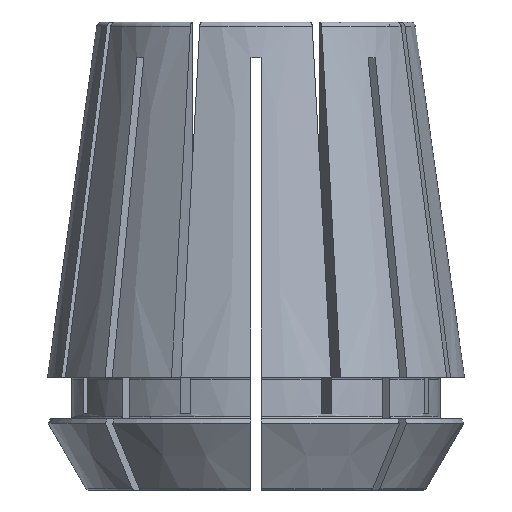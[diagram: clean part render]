
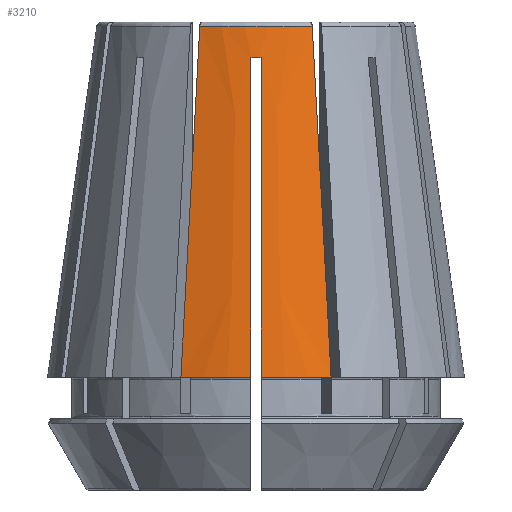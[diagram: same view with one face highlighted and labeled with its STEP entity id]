
A CAD part, front view. The second image highlights one B-rep face of the part: STEP entity #3210.
In plain terms, the highlighted conical face has half-angle 8 degrees and reference radius 20.5 mm.
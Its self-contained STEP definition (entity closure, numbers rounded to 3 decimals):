
#63=(
BOUNDED_CURVE()
B_SPLINE_CURVE(2,(#5537,#5538,#5539),.UNSPECIFIED.,.F.,.U.)
B_SPLINE_CURVE_WITH_KNOTS((3,3),(0.058,31.766),
 .UNSPECIFIED.)
CURVE()
GEOMETRIC_REPRESENTATION_ITEM()
RATIONAL_B_SPLINE_CURVE((1.,1.007,1.))
REPRESENTATION_ITEM('')
);
#86=(
BOUNDED_CURVE()
B_SPLINE_CURVE(2,(#7006,#7007,#7008),.UNSPECIFIED.,.F.,.U.)
B_SPLINE_CURVE_WITH_KNOTS((3,3),(0.058,34.866),
 .UNSPECIFIED.)
CURVE()
GEOMETRIC_REPRESENTATION_ITEM()
RATIONAL_B_SPLINE_CURVE((1.,1.009,1.))
REPRESENTATION_ITEM('')
);
#87=(
BOUNDED_CURVE()
B_SPLINE_CURVE(2,(#7009,#7010,#7011),.UNSPECIFIED.,.F.,.U.)
B_SPLINE_CURVE_WITH_KNOTS((3,3),(0.058,34.866),
 .UNSPECIFIED.)
CURVE()
GEOMETRIC_REPRESENTATION_ITEM()
RATIONAL_B_SPLINE_CURVE((1.,1.009,1.))
REPRESENTATION_ITEM('')
);
#88=(
BOUNDED_CURVE()
B_SPLINE_CURVE(2,(#7014,#7015,#7016),.UNSPECIFIED.,.F.,.U.)
B_SPLINE_CURVE_WITH_KNOTS((3,3),(0.046,31.754),
 .UNSPECIFIED.)
CURVE()
GEOMETRIC_REPRESENTATION_ITEM()
RATIONAL_B_SPLINE_CURVE((1.,1.007,1.))
REPRESENTATION_ITEM('')
);
#112=CONICAL_SURFACE('',#3551,20.5,0.14);
#554=CIRCLE('',#3244,20.5);
#619=CIRCLE('',#3358,16.087);
#720=CIRCLE('',#3550,15.656);
#721=CIRCLE('',#3552,20.5);
#732=VERTEX_POINT('',#4361);
#733=VERTEX_POINT('',#4363);
#893=VERTEX_POINT('',#5474);
#900=VERTEX_POINT('',#5536);
#901=VERTEX_POINT('',#5542);
#1060=VERTEX_POINT('',#6982);
#1061=VERTEX_POINT('',#7003);
#1062=VERTEX_POINT('',#7012);
#1187=EDGE_CURVE('',#733,#732,#554,.F.);
#1387=EDGE_CURVE('',#900,#893,#63,.T.);
#1388=EDGE_CURVE('',#901,#900,#619,.F.);
#1672=EDGE_CURVE('',#1061,#1060,#720,.F.);
#1673=EDGE_CURVE('',#1060,#732,#86,.T.);
#1674=EDGE_CURVE('',#1061,#1062,#87,.T.);
#1675=EDGE_CURVE('',#1062,#893,#721,.T.);
#1676=EDGE_CURVE('',#901,#733,#88,.F.);
#2490=ORIENTED_EDGE('',*,*,#1673,.F.);
#2491=ORIENTED_EDGE('',*,*,#1672,.F.);
#2492=ORIENTED_EDGE('',*,*,#1674,.T.);
#2493=ORIENTED_EDGE('',*,*,#1675,.T.);
#2494=ORIENTED_EDGE('',*,*,#1387,.F.);
#2495=ORIENTED_EDGE('',*,*,#1388,.F.);
#2496=ORIENTED_EDGE('',*,*,#1676,.T.);
#2497=ORIENTED_EDGE('',*,*,#1187,.T.);
#2866=EDGE_LOOP('',(#2490,#2491,#2492,#2493,#2494,#2495,#2496,#2497));
#3038=FACE_BOUND('',#2866,.T.);
#3210=ADVANCED_FACE('',(#3038),#112,.T.);
#3244=AXIS2_PLACEMENT_3D('',#4362,#3595,#3596);
#3358=AXIS2_PLACEMENT_3D('',#5541,#3850,#3851);
#3550=AXIS2_PLACEMENT_3D('',#7004,#4267,#4268);
#3551=AXIS2_PLACEMENT_3D('',#7005,#4269,#4270);
#3552=AXIS2_PLACEMENT_3D('',#7013,#4271,#4272);
#3595=DIRECTION('',(0.,0.,-1.));
#3596=DIRECTION('',(-20.5,0.,0.));
#3850=DIRECTION('',(0.,0.,1.));
#3851=DIRECTION('',(-16.087,0.,0.));
#4267=DIRECTION('',(0.,0.,-1.));
#4268=DIRECTION('',(-15.656,0.,0.));
#4269=DIRECTION('',(0.,0.,-1.));
#4270=DIRECTION('',(-20.5,0.,0.));
#4271=DIRECTION('',(0.,0.,1.));
#4272=DIRECTION('',(-20.5,0.,0.));
#4361=CARTESIAN_POINT('',(7.381,-19.125,11.3));
#4362=CARTESIAN_POINT('',(0.,0.,11.3));
#4363=CARTESIAN_POINT('',(0.5,-20.494,11.3));
#5474=CARTESIAN_POINT('',(-0.5,-20.494,11.3));
#5536=CARTESIAN_POINT('',(-0.5,-16.079,42.7));
#5537=CARTESIAN_POINT('',(-0.5,-16.079,42.7));
#5538=CARTESIAN_POINT('',(-0.5,-18.02,28.895));
#5539=CARTESIAN_POINT('',(-0.5,-20.494,11.3));
#5541=CARTESIAN_POINT('',(0.,0.,42.7));
#5542=CARTESIAN_POINT('',(0.5,-16.079,42.7));
#6982=CARTESIAN_POINT('',(5.526,-14.648,45.77));
#7003=CARTESIAN_POINT('',(-5.526,-14.648,45.77));
#7004=CARTESIAN_POINT('',(0.,0.,45.77));
#7005=CARTESIAN_POINT('',(0.,0.,11.3));
#7006=CARTESIAN_POINT('',(5.526,-14.648,45.77));
#7007=CARTESIAN_POINT('',(6.329,-16.587,30.846));
#7008=CARTESIAN_POINT('',(7.381,-19.125,11.3));
#7009=CARTESIAN_POINT('',(-5.526,-14.648,45.77));
#7010=CARTESIAN_POINT('',(-6.329,-16.587,30.846));
#7011=CARTESIAN_POINT('',(-7.381,-19.125,11.3));
#7012=CARTESIAN_POINT('',(-7.381,-19.125,11.3));
#7013=CARTESIAN_POINT('',(0.,0.,11.3));
#7014=CARTESIAN_POINT('',(0.5,-20.494,11.3));
#7015=CARTESIAN_POINT('',(0.5,-18.02,28.895));
#7016=CARTESIAN_POINT('',(0.5,-16.079,42.7));
